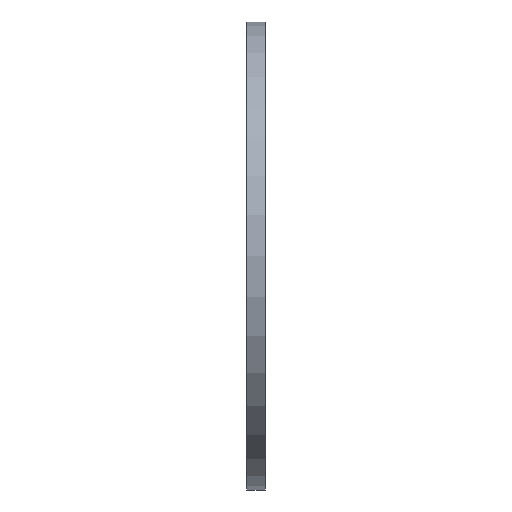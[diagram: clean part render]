
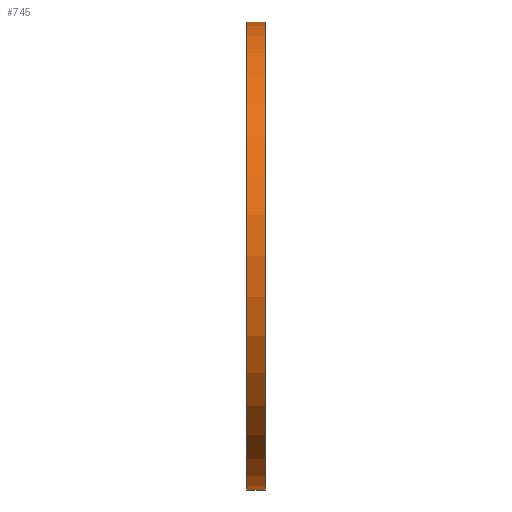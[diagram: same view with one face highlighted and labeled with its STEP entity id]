
A CAD part, front view. The second image highlights one B-rep face of the part: STEP entity #745.
In plain terms, the highlighted cylindrical face has radius 15.718 mm (diameter 31.435 mm), a partial arc.
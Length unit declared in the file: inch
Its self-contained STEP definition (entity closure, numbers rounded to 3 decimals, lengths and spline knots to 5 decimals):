
#28 = CYLINDRICAL_SURFACE ( 'NONE', #514, 0.6188 ) ;
#69 = VECTOR ( 'NONE', #544, 39.37008 ) ;
#92 = ORIENTED_EDGE ( 'NONE', *, *, #487, .F. ) ;
#137 = AXIS2_PLACEMENT_3D ( 'NONE', #742, #366, #690 ) ;
#151 = FACE_OUTER_BOUND ( 'NONE', #292, .T. ) ;
#153 = LINE ( 'NONE', #157, #394 ) ;
#157 = CARTESIAN_POINT ( 'NONE',  ( 0.025, -0.0297, 0.6188 ) ) ;
#236 = DIRECTION ( 'NONE',  ( 0., 0., -1. ) ) ;
#251 = DIRECTION ( 'NONE',  ( 1., 0., 0. ) ) ;
#290 = CARTESIAN_POINT ( 'NONE',  ( 0.025, -0.0297, 0. ) ) ;
#292 = EDGE_LOOP ( 'NONE', ( #92, #330, #774, #642 ) ) ;
#297 = CIRCLE ( 'NONE', #137, 0.6188 ) ;
#300 = LINE ( 'NONE', #733, #69 ) ;
#330 = ORIENTED_EDGE ( 'NONE', *, *, #436, .F. ) ;
#350 = VERTEX_POINT ( 'NONE', #466 ) ;
#358 = EDGE_CURVE ( 'NONE', #655, #461, #153, .T. ) ;
#366 = DIRECTION ( 'NONE',  ( 1., 0., 0. ) ) ;
#394 = VECTOR ( 'NONE', #407, 39.37008 ) ;
#401 = CARTESIAN_POINT ( 'NONE',  ( 0.025, -0.0297, 0. ) ) ;
#407 = DIRECTION ( 'NONE',  ( -1., 0., 0. ) ) ;
#436 = EDGE_CURVE ( 'NONE', #655, #658, #468, .T. ) ;
#442 = CARTESIAN_POINT ( 'NONE',  ( -0.025, -0.0297, 0.6188 ) ) ;
#461 = VERTEX_POINT ( 'NONE', #442 ) ;
#466 = CARTESIAN_POINT ( 'NONE',  ( -0.025, -0.0297, -0.6188 ) ) ;
#468 = CIRCLE ( 'NONE', #513, 0.6188 ) ;
#487 = EDGE_CURVE ( 'NONE', #658, #350, #300, .T. ) ;
#511 = CARTESIAN_POINT ( 'NONE',  ( 0.025, -0.0297, 0.6188 ) ) ;
#513 = AXIS2_PLACEMENT_3D ( 'NONE', #290, #251, #236 ) ;
#514 = AXIS2_PLACEMENT_3D ( 'NONE', #401, #533, #594 ) ;
#516 = EDGE_CURVE ( 'NONE', #461, #350, #297, .T. ) ;
#533 = DIRECTION ( 'NONE',  ( -1., 0., 0. ) ) ;
#544 = DIRECTION ( 'NONE',  ( -1., 0., 0. ) ) ;
#594 = DIRECTION ( 'NONE',  ( 0., 0., 1. ) ) ;
#633 = CARTESIAN_POINT ( 'NONE',  ( 0.025, -0.0297, -0.6188 ) ) ;
#642 = ORIENTED_EDGE ( 'NONE', *, *, #516, .T. ) ;
#655 = VERTEX_POINT ( 'NONE', #511 ) ;
#658 = VERTEX_POINT ( 'NONE', #633 ) ;
#690 = DIRECTION ( 'NONE',  ( 0., 0., -1. ) ) ;
#733 = CARTESIAN_POINT ( 'NONE',  ( 0.025, -0.0297, -0.6188 ) ) ;
#742 = CARTESIAN_POINT ( 'NONE',  ( -0.025, -0.0297, 0. ) ) ;
#745 = ADVANCED_FACE ( 'NONE', ( #151 ), #28, .T. ) ;
#774 = ORIENTED_EDGE ( 'NONE', *, *, #358, .T. ) ;
